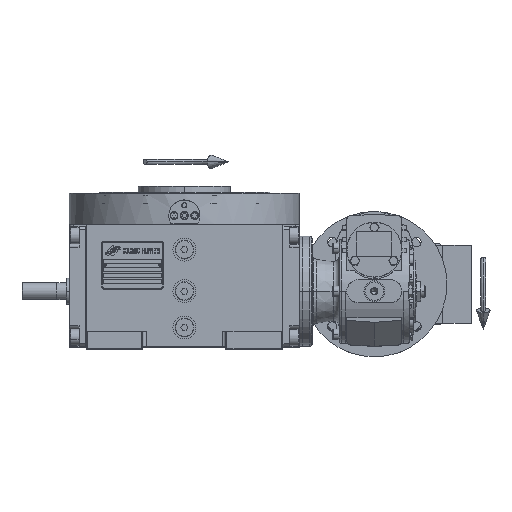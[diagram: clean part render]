
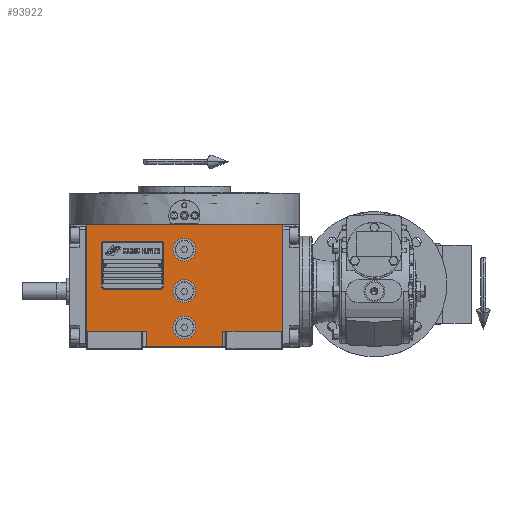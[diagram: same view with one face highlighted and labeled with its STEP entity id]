
A CAD part, top view. The second image highlights one B-rep face of the part: STEP entity #93922.
In plain terms, the highlighted planar face has unit normal (0, 0, 1).
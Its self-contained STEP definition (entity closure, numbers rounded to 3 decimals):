
#523 = VERTEX_POINT ( 'NONE', #75686 ) ;
#1230 = ORIENTED_EDGE ( 'NONE', *, *, #101392, .F. ) ;
#1561 = CARTESIAN_POINT ( 'NONE',  ( -11., 40., 163.5 ) ) ;
#2321 = EDGE_CURVE ( 'NONE', #85311, #10906, #4528, .T. ) ;
#2411 = AXIS2_PLACEMENT_3D ( 'NONE', #2941, #99980, #28826 ) ;
#2941 = CARTESIAN_POINT ( 'NONE',  ( 0., -35., 163.5 ) ) ;
#3483 = CARTESIAN_POINT ( 'NONE',  ( 0., 0., 163.5 ) ) ;
#3857 = DIRECTION ( 'NONE',  ( 0., 0., 1. ) ) ;
#4169 = EDGE_CURVE ( 'NONE', #29929, #74156, #7960, .T. ) ;
#4516 = DIRECTION ( 'NONE',  ( -1., 0., 0. ) ) ;
#4528 = LINE ( 'NONE', #11780, #90466 ) ;
#6683 = CIRCLE ( 'NONE', #63010, 11. ) ;
#6922 = CARTESIAN_POINT ( 'NONE',  ( 37., -38.5, 163.5 ) ) ;
#7825 = ORIENTED_EDGE ( 'NONE', *, *, #17482, .F. ) ;
#7960 = LINE ( 'NONE', #96705, #93109 ) ;
#9982 = VERTEX_POINT ( 'NONE', #48762 ) ;
#10072 = EDGE_CURVE ( 'NONE', #61141, #56037, #28518, .T. ) ;
#10906 = VERTEX_POINT ( 'NONE', #66158 ) ;
#11771 = CARTESIAN_POINT ( 'NONE',  ( 0., 40., 163.5 ) ) ;
#11780 = CARTESIAN_POINT ( 'NONE',  ( 94.5, -38.5, 163.5 ) ) ;
#14177 = EDGE_LOOP ( 'NONE', ( #101743, #26766 ) ) ;
#15442 = EDGE_LOOP ( 'NONE', ( #1230, #43612 ) ) ;
#16984 = DIRECTION ( 'NONE',  ( 1., 0., 0. ) ) ;
#17051 = VERTEX_POINT ( 'NONE', #95354 ) ;
#17273 = EDGE_CURVE ( 'NONE', #52059, #17051, #52087, .T. ) ;
#17482 = EDGE_CURVE ( 'NONE', #17051, #52059, #32161, .T. ) ;
#19502 = CARTESIAN_POINT ( 'NONE',  ( -37., -53.5, 163.5 ) ) ;
#19894 = DIRECTION ( 'NONE',  ( -1., 0., 0. ) ) ;
#21670 = EDGE_LOOP ( 'NONE', ( #44269, #101310, #91577, #85186, #52981, #80231, #32032, #74360 ) ) ;
#22897 = VECTOR ( 'NONE', #90431, 1000. ) ;
#22946 = DIRECTION ( 'NONE',  ( 0., -1., 0. ) ) ;
#24778 = DIRECTION ( 'NONE',  ( 0., 0., 1. ) ) ;
#25777 = DIRECTION ( 'NONE',  ( 1., 0., 0. ) ) ;
#25811 = AXIS2_PLACEMENT_3D ( 'NONE', #34595, #24778, #16984 ) ;
#26766 = ORIENTED_EDGE ( 'NONE', *, *, #37052, .F. ) ;
#27169 = CARTESIAN_POINT ( 'NONE',  ( -94.5, 64.5, 163.5 ) ) ;
#28518 = LINE ( 'NONE', #44566, #35800 ) ;
#28826 = DIRECTION ( 'NONE',  ( 1., 0., 0. ) ) ;
#28847 = DIRECTION ( 'NONE',  ( -1., 0., 0. ) ) ;
#28923 = DIRECTION ( 'NONE',  ( 0., 0., 1. ) ) ;
#29929 = VERTEX_POINT ( 'NONE', #80730 ) ;
#32032 = ORIENTED_EDGE ( 'NONE', *, *, #10072, .T. ) ;
#32161 = CIRCLE ( 'NONE', #70312, 11. ) ;
#32560 = FACE_BOUND ( 'NONE', #15442, .T. ) ;
#32687 = CARTESIAN_POINT ( 'NONE',  ( -94.5, -38.5, 163.5 ) ) ;
#34074 = CARTESIAN_POINT ( 'NONE',  ( 0., 40., 163.5 ) ) ;
#34419 = CARTESIAN_POINT ( 'NONE',  ( -94.5, -38.5, 163.5 ) ) ;
#34595 = CARTESIAN_POINT ( 'NONE',  ( -94.5, -53.5, 163.5 ) ) ;
#35800 = VECTOR ( 'NONE', #61175, 1000. ) ;
#37052 = EDGE_CURVE ( 'NONE', #523, #86744, #6683, .T. ) ;
#37153 = VECTOR ( 'NONE', #74908, 1000. ) ;
#37898 = EDGE_CURVE ( 'NONE', #61141, #9982, #91542, .T. ) ;
#38234 = AXIS2_PLACEMENT_3D ( 'NONE', #34074, #65254, #25777 ) ;
#39139 = EDGE_CURVE ( 'NONE', #76382, #74156, #46303, .T. ) ;
#42318 = VECTOR ( 'NONE', #22946, 1000. ) ;
#43411 = DIRECTION ( 'NONE',  ( 0., 1., 0. ) ) ;
#43502 = EDGE_CURVE ( 'NONE', #76382, #85311, #89396, .T. ) ;
#43612 = ORIENTED_EDGE ( 'NONE', *, *, #100055, .F. ) ;
#43749 = LINE ( 'NONE', #27169, #66996 ) ;
#44269 = ORIENTED_EDGE ( 'NONE', *, *, #4169, .T. ) ;
#44566 = CARTESIAN_POINT ( 'NONE',  ( -94.5, -38.5, 163.5 ) ) ;
#45915 = ORIENTED_EDGE ( 'NONE', *, *, #17273, .F. ) ;
#46303 = LINE ( 'NONE', #6922, #42318 ) ;
#46524 = EDGE_CURVE ( 'NONE', #86744, #523, #54812, .T. ) ;
#46891 = CARTESIAN_POINT ( 'NONE',  ( 37., -38.5, 163.5 ) ) ;
#48374 = EDGE_CURVE ( 'NONE', #29929, #56037, #99478, .T. ) ;
#48380 = DIRECTION ( 'NONE',  ( 1., 0., 0. ) ) ;
#48762 = CARTESIAN_POINT ( 'NONE',  ( -94.5, 64.5, 163.5 ) ) ;
#49496 = CARTESIAN_POINT ( 'NONE',  ( 0., -35., 163.5 ) ) ;
#49647 = AXIS2_PLACEMENT_3D ( 'NONE', #11771, #97961, #28847 ) ;
#52059 = VERTEX_POINT ( 'NONE', #92130 ) ;
#52087 = CIRCLE ( 'NONE', #2411, 11. ) ;
#52981 = ORIENTED_EDGE ( 'NONE', *, *, #67755, .F. ) ;
#54812 = CIRCLE ( 'NONE', #69809, 11. ) ;
#56037 = VERTEX_POINT ( 'NONE', #80751 ) ;
#56599 = VECTOR ( 'NONE', #60984, 1000. ) ;
#57475 = CARTESIAN_POINT ( 'NONE',  ( 11., 0., 163.5 ) ) ;
#58752 = CARTESIAN_POINT ( 'NONE',  ( 37., -38.5, 163.5 ) ) ;
#60183 = VERTEX_POINT ( 'NONE', #1561 ) ;
#60864 = DIRECTION ( 'NONE',  ( 1., 0., 0. ) ) ;
#60984 = DIRECTION ( 'NONE',  ( 0., 1., 0. ) ) ;
#61141 = VERTEX_POINT ( 'NONE', #32687 ) ;
#61175 = DIRECTION ( 'NONE',  ( 1., 0., 0. ) ) ;
#61909 = EDGE_LOOP ( 'NONE', ( #45915, #7825 ) ) ;
#62380 = VERTEX_POINT ( 'NONE', #83274 ) ;
#63010 = AXIS2_PLACEMENT_3D ( 'NONE', #3483, #90135, #4516 ) ;
#63559 = CARTESIAN_POINT ( 'NONE',  ( 94.5, -38.5, 163.5 ) ) ;
#64225 = PLANE ( 'NONE',  #25811 ) ;
#65254 = DIRECTION ( 'NONE',  ( 0., 0., 1. ) ) ;
#66158 = CARTESIAN_POINT ( 'NONE',  ( 94.5, 64.5, 163.5 ) ) ;
#66996 = VECTOR ( 'NONE', #60864, 1000. ) ;
#67755 = EDGE_CURVE ( 'NONE', #9982, #10906, #43749, .T. ) ;
#69809 = AXIS2_PLACEMENT_3D ( 'NONE', #91770, #28923, #92272 ) ;
#70312 = AXIS2_PLACEMENT_3D ( 'NONE', #49496, #3857, #19894 ) ;
#74156 = VERTEX_POINT ( 'NONE', #89943 ) ;
#74360 = ORIENTED_EDGE ( 'NONE', *, *, #48374, .F. ) ;
#74779 = CIRCLE ( 'NONE', #38234, 11. ) ;
#74908 = DIRECTION ( 'NONE',  ( 0., 1., 0. ) ) ;
#75686 = CARTESIAN_POINT ( 'NONE',  ( -11., 0., 163.5 ) ) ;
#76382 = VERTEX_POINT ( 'NONE', #46891 ) ;
#80231 = ORIENTED_EDGE ( 'NONE', *, *, #37898, .F. ) ;
#80730 = CARTESIAN_POINT ( 'NONE',  ( -37., -53.5, 163.5 ) ) ;
#80751 = CARTESIAN_POINT ( 'NONE',  ( -37., -38.5, 163.5 ) ) ;
#83274 = CARTESIAN_POINT ( 'NONE',  ( 11., 40., 163.5 ) ) ;
#85186 = ORIENTED_EDGE ( 'NONE', *, *, #2321, .T. ) ;
#85311 = VERTEX_POINT ( 'NONE', #63559 ) ;
#86744 = VERTEX_POINT ( 'NONE', #57475 ) ;
#88091 = FACE_OUTER_BOUND ( 'NONE', #21670, .T. ) ;
#89396 = LINE ( 'NONE', #58752, #22897 ) ;
#89943 = CARTESIAN_POINT ( 'NONE',  ( 37., -53.5, 163.5 ) ) ;
#90135 = DIRECTION ( 'NONE',  ( 0., 0., 1. ) ) ;
#90431 = DIRECTION ( 'NONE',  ( 1., 0., 0. ) ) ;
#90466 = VECTOR ( 'NONE', #43411, 1000. ) ;
#91542 = LINE ( 'NONE', #34419, #37153 ) ;
#91577 = ORIENTED_EDGE ( 'NONE', *, *, #43502, .T. ) ;
#91770 = CARTESIAN_POINT ( 'NONE',  ( 0., 0., 163.5 ) ) ;
#92130 = CARTESIAN_POINT ( 'NONE',  ( 11., -35., 163.5 ) ) ;
#92272 = DIRECTION ( 'NONE',  ( 1., 0., 0. ) ) ;
#93109 = VECTOR ( 'NONE', #48380, 1000. ) ;
#93922 = ADVANCED_FACE ( 'NONE', ( #97986, #97461, #32560, #88091 ), #64225, .T. ) ;
#95354 = CARTESIAN_POINT ( 'NONE',  ( -11., -35., 163.5 ) ) ;
#96076 = CIRCLE ( 'NONE', #49647, 11. ) ;
#96705 = CARTESIAN_POINT ( 'NONE',  ( -37., -53.5, 163.5 ) ) ;
#97461 = FACE_BOUND ( 'NONE', #61909, .T. ) ;
#97961 = DIRECTION ( 'NONE',  ( 0., 0., 1. ) ) ;
#97986 = FACE_BOUND ( 'NONE', #14177, .T. ) ;
#99478 = LINE ( 'NONE', #19502, #56599 ) ;
#99980 = DIRECTION ( 'NONE',  ( 0., 0., 1. ) ) ;
#100055 = EDGE_CURVE ( 'NONE', #60183, #62380, #96076, .T. ) ;
#101310 = ORIENTED_EDGE ( 'NONE', *, *, #39139, .F. ) ;
#101392 = EDGE_CURVE ( 'NONE', #62380, #60183, #74779, .T. ) ;
#101743 = ORIENTED_EDGE ( 'NONE', *, *, #46524, .F. ) ;
